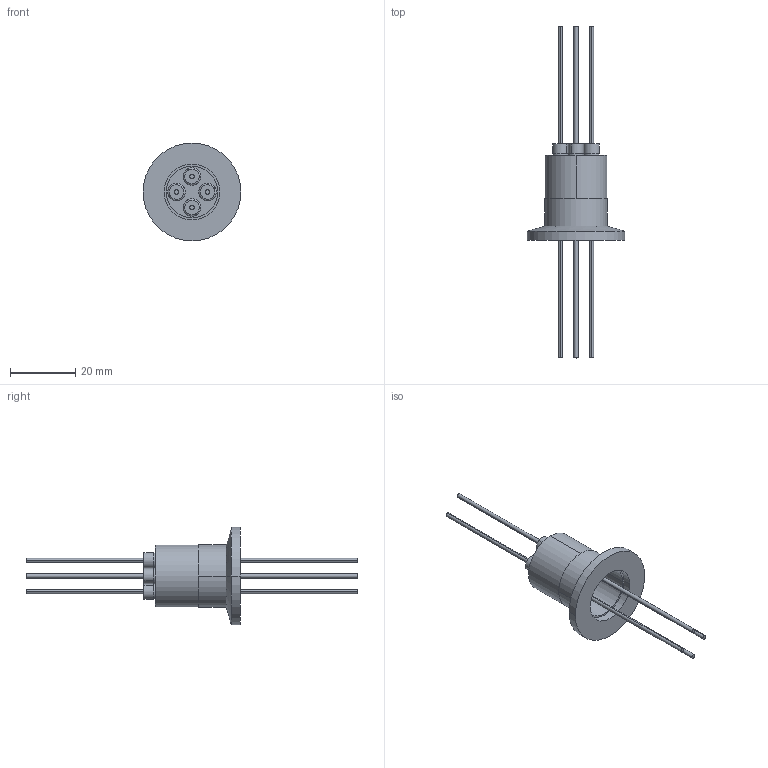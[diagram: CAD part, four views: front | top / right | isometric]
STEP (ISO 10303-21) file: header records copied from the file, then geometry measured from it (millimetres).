
FILE_DESCRIPTION (( 'STEP AP203' ), '1' );
FILE_NAME ('A0499-1-QF.STEP', '2019-11-13T13:54:10', ( '' ), ( '' ), 'SwSTEP 2.0', 'SolidWorks 2019', '' );
FILE_SCHEMA (( 'CONFIG_CONTROL_DESIGN' ));
Length unit declared in the file: inch
Products named in the file (1): A0499-1-QF
Bounding box: 29.97 x 101.6 x 29.97 mm (x, y, z)
Volume: 4989.6 mm3; surface area: 6870.6 mm2
Topology: 1 solids, 1 shells, 142 faces, 282 edges, 184 vertices
Faces by surface type: cylinder 88, plane 44, torus 8, cone 2
Entity records: 3841 total; most frequent: DIRECTION 760, CARTESIAN_POINT 609, ORIENTED_EDGE 564, AXIS2_PLACEMENT_3D 335, EDGE_CURVE 282, CIRCLE 192, EDGE_LOOP 184, VERTEX_POINT 184
